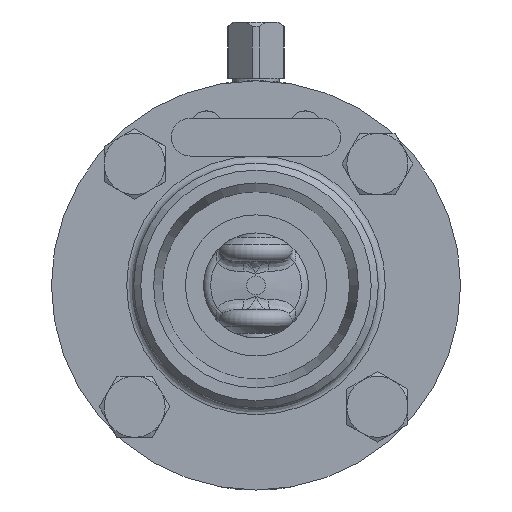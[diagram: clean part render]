
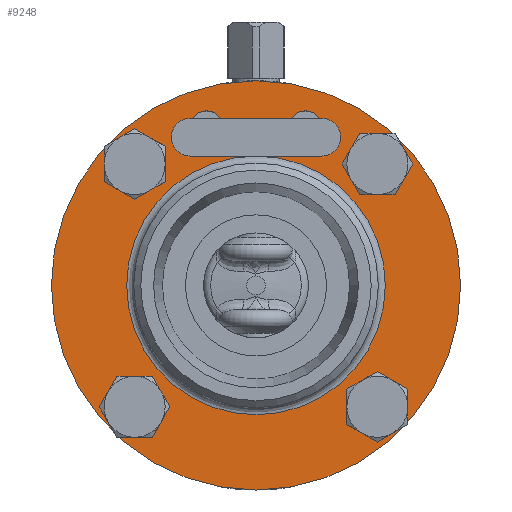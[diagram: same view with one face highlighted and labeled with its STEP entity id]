
A CAD part, left-side view. The second image highlights one B-rep face of the part: STEP entity #9248.
In plain terms, the highlighted planar face has unit normal (-1, 0, 0).
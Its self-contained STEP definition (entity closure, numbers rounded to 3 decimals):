
#367=CARTESIAN_POINT('',(-10.,10.5,29.9));
#368=VERTEX_POINT('',#367);
#369=CARTESIAN_POINT('',(-10.0,10.5,33.5));
#370=DIRECTION('',(1.0,0.0,0.0));
#371=DIRECTION('',(0.0,0.0,-1.0));
#372=AXIS2_PLACEMENT_3D('',#369,#370,#371);
#373=CIRCLE('',#372,3.6);
#374=EDGE_CURVE('',#368,#368,#373,.T.);
#404=CARTESIAN_POINT('',(-10.,-10.5,29.9));
#405=VERTEX_POINT('',#404);
#406=CARTESIAN_POINT('',(-10.0,-10.5,33.5));
#407=DIRECTION('',(1.0,0.0,0.0));
#408=DIRECTION('',(0.0,0.0,-1.0));
#409=AXIS2_PLACEMENT_3D('',#406,#407,#408);
#410=CIRCLE('',#409,3.6);
#411=EDGE_CURVE('',#405,#405,#410,.T.);
#6486=CARTESIAN_POINT('',(-10.,25.809,20.109));
#6487=VERTEX_POINT('',#6486);
#6488=CARTESIAN_POINT('',(-10.,25.809,25.809));
#6489=DIRECTION('',(1.0,0.0,0.0));
#6490=DIRECTION('',(0.0,0.0,-1.0));
#6491=AXIS2_PLACEMENT_3D('',#6488,#6489,#6490);
#6492=CIRCLE('',#6491,5.7);
#6493=EDGE_CURVE('',#6487,#6487,#6492,.T.);
#7364=CARTESIAN_POINT('',(-10.,20.109,-25.809));
#7365=VERTEX_POINT('',#7364);
#7366=CARTESIAN_POINT('',(-10.,25.809,-25.809));
#7367=DIRECTION('',(1.0,0.0,0.0));
#7368=DIRECTION('',(0.0,-1.0,0.0));
#7369=AXIS2_PLACEMENT_3D('',#7366,#7367,#7368);
#7370=CIRCLE('',#7369,5.7);
#7371=EDGE_CURVE('',#7365,#7365,#7370,.T.);
#8242=CARTESIAN_POINT('',(-10.,-25.809,-20.109));
#8243=VERTEX_POINT('',#8242);
#8244=CARTESIAN_POINT('',(-10.,-25.809,-25.809));
#8245=DIRECTION('',(1.0,0.0,0.0));
#8246=DIRECTION('',(0.0,0.0,1.0));
#8247=AXIS2_PLACEMENT_3D('',#8244,#8245,#8246);
#8248=CIRCLE('',#8247,5.7);
#8249=EDGE_CURVE('',#8243,#8243,#8248,.T.);
#9120=CARTESIAN_POINT('',(-10.,-20.109,25.809));
#9121=VERTEX_POINT('',#9120);
#9122=CARTESIAN_POINT('',(-10.,-25.809,25.809));
#9123=DIRECTION('',(1.0,0.0,0.0));
#9124=DIRECTION('',(0.0,1.0,0.0));
#9125=AXIS2_PLACEMENT_3D('',#9122,#9123,#9124);
#9126=CIRCLE('',#9125,5.7);
#9127=EDGE_CURVE('',#9121,#9121,#9126,.T.);
#9203=CARTESIAN_POINT('',(-10.,-35.5,0.0));
#9204=DIRECTION('',(-1.0,0.0,0.0));
#9205=DIRECTION('',(0.0,0.0,-1.0));
#9206=AXIS2_PLACEMENT_3D('',#9203,#9204,#9205);
#9207=PLANE('',#9206);
#9208=CARTESIAN_POINT('',(-10.,-43.5,0.0));
#9209=VERTEX_POINT('',#9208);
#9210=CARTESIAN_POINT('',(-10.,0.0,0.0));
#9211=DIRECTION('',(-1.0,0.0,0.0));
#9212=DIRECTION('',(0.0,-1.0,0.0));
#9213=AXIS2_PLACEMENT_3D('',#9210,#9211,#9212);
#9214=CIRCLE('',#9213,43.5);
#9215=EDGE_CURVE('',#9209,#9209,#9214,.T.);
#9216=ORIENTED_EDGE('',*,*,#9215,.T.);
#9217=EDGE_LOOP('',(#9216));
#9218=FACE_OUTER_BOUND('',#9217,.T.);
#9219=ORIENTED_EDGE('',*,*,#6493,.T.);
#9220=EDGE_LOOP('',(#9219));
#9221=FACE_BOUND('',#9220,.T.);
#9222=ORIENTED_EDGE('',*,*,#7371,.T.);
#9223=EDGE_LOOP('',(#9222));
#9224=FACE_BOUND('',#9223,.T.);
#9225=ORIENTED_EDGE('',*,*,#8249,.T.);
#9226=EDGE_LOOP('',(#9225));
#9227=FACE_BOUND('',#9226,.T.);
#9228=ORIENTED_EDGE('',*,*,#9127,.T.);
#9229=EDGE_LOOP('',(#9228));
#9230=FACE_BOUND('',#9229,.T.);
#9231=ORIENTED_EDGE('',*,*,#374,.T.);
#9232=EDGE_LOOP('',(#9231));
#9233=FACE_BOUND('',#9232,.T.);
#9234=ORIENTED_EDGE('',*,*,#411,.T.);
#9235=EDGE_LOOP('',(#9234));
#9236=FACE_BOUND('',#9235,.T.);
#9237=CARTESIAN_POINT('',(-10.0,-27.5,0.0));
#9238=VERTEX_POINT('',#9237);
#9239=CARTESIAN_POINT('',(-10.0,0.0,0.0));
#9240=DIRECTION('',(-1.0,0.0,0.0));
#9241=DIRECTION('',(0.0,-1.0,0.0));
#9242=AXIS2_PLACEMENT_3D('',#9239,#9240,#9241);
#9243=CIRCLE('',#9242,27.5);
#9244=EDGE_CURVE('',#9238,#9238,#9243,.T.);
#9245=ORIENTED_EDGE('',*,*,#9244,.F.);
#9246=EDGE_LOOP('',(#9245));
#9247=FACE_BOUND('',#9246,.T.);
#9248=ADVANCED_FACE('',(#9218,#9221,#9224,#9227,#9230,#9233,#9236,#9247),#9207,.T.);
